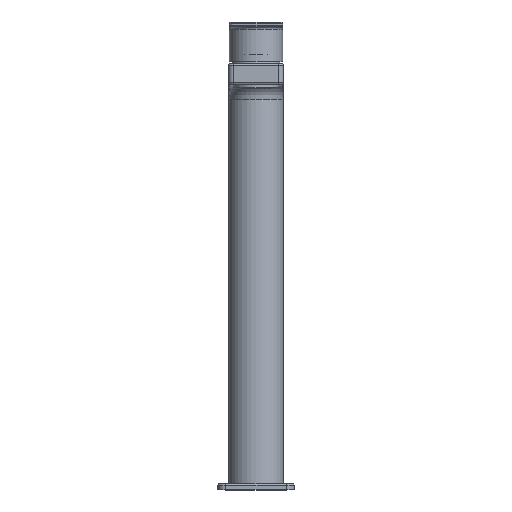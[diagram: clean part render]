
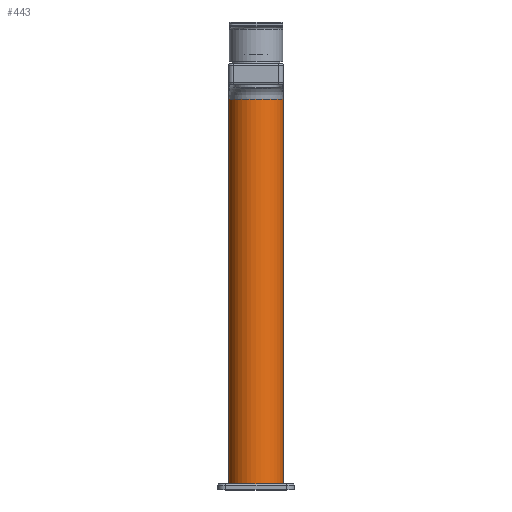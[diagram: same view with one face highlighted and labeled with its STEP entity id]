
A CAD part, top view. The second image highlights one B-rep face of the part: STEP entity #443.
In plain terms, the highlighted cylindrical face has radius 18 mm (diameter 36 mm), a partial arc.
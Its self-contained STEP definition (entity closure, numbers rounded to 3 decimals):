
#29=DIRECTION('',(0.,1.,0.));
#30=VECTOR('',#29,252.5);
#31=CARTESIAN_POINT('',(18.,0.,0.));
#32=LINE('',#31,#30);
#42=CARTESIAN_POINT('',(0.,0.,0.));
#43=DIRECTION('',(0.,-1.,0.));
#44=DIRECTION('',(1.,0.,0.));
#45=AXIS2_PLACEMENT_3D('',#42,#43,#44);
#47=DIRECTION('',(0.,1.,0.));
#48=VECTOR('',#47,252.5);
#49=CARTESIAN_POINT('',(-18.,0.,0.));
#50=LINE('',#49,#48);
#51=CARTESIAN_POINT('',(0.,252.5,0.));
#52=DIRECTION('',(0.,1.,0.));
#53=DIRECTION('',(-1.,0.,0.));
#54=AXIS2_PLACEMENT_3D('',#51,#52,#53);
#76=CARTESIAN_POINT('',(18.,252.5,0.));
#141=CARTESIAN_POINT('',(-18.,252.5,0.));
#370=VERTEX_POINT('',#141);
#392=VERTEX_POINT('',#76);
#399=CARTESIAN_POINT('',(18.,0.,0.));
#400=CARTESIAN_POINT('',(-18.,0.,0.));
#401=VERTEX_POINT('',#399);
#402=VERTEX_POINT('',#400);
#430=CARTESIAN_POINT('',(0.,-2.,0.));
#431=DIRECTION('',(0.,1.,0.));
#432=DIRECTION('',(1.,0.,0.));
#433=AXIS2_PLACEMENT_3D('',#430,#431,#432);
#434=CYLINDRICAL_SURFACE('',#433,18.);
#436=ORIENTED_EDGE('',*,*,#435,.T.);
#437=ORIENTED_EDGE('',*,*,#418,.T.);
#439=ORIENTED_EDGE('',*,*,#438,.T.);
#440=ORIENTED_EDGE('',*,*,#410,.F.);
#441=EDGE_LOOP('',(#436,#437,#439,#440));
#442=FACE_OUTER_BOUND('',#441,.F.);
#443=ADVANCED_FACE('',(#442),#434,.T.);
#46=CIRCLE('',#45,18.);
#55=CIRCLE('',#54,18.);
#410=EDGE_CURVE('',#401,#392,#32,.T.);
#418=EDGE_CURVE('',#402,#370,#50,.T.);
#435=EDGE_CURVE('',#401,#402,#46,.T.);
#438=EDGE_CURVE('',#370,#392,#55,.T.);
